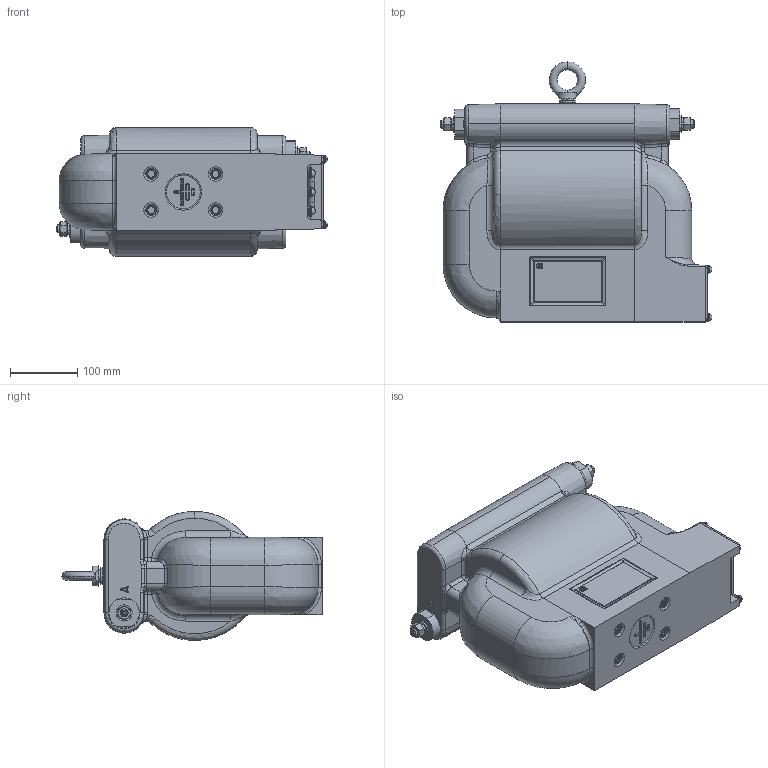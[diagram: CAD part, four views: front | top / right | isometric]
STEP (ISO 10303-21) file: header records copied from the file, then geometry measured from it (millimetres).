
FILE_DESCRIPTION (( 'STEP AP203' ), '1' );
FILE_NAME ('恂旆-2,5.STEP', '2022-08-01T12:26:51', ( '' ), ( '' ), 'SwSTEP 2.0', 'SolidWorks 2010', '' );
FILE_SCHEMA (( 'CONFIG_CONTROL_DESIGN' ));
Length unit declared in the file: millimetre
Products named in the file (1): 恂旆-2,5
Bounding box: 404.62 x 387 x 192 mm (x, y, z)
Surface area: 466537.9 mm2 (no closed solid volume)
Topology: 0 solids, 50 shells, 595 faces, 1712 edges, 1139 vertices
Faces by surface type: plane 195, cylinder 177, cone 76, bspline 74, torus 58, sphere 15
Entity records: 24432 total; most frequent: CARTESIAN_POINT 9202, DIRECTION 3281, ORIENTED_EDGE 2904, EDGE_CURVE 1706, AXIS2_PLACEMENT_3D 1294, VERTEX_POINT 1139, CIRCLE 772, LINE 693
